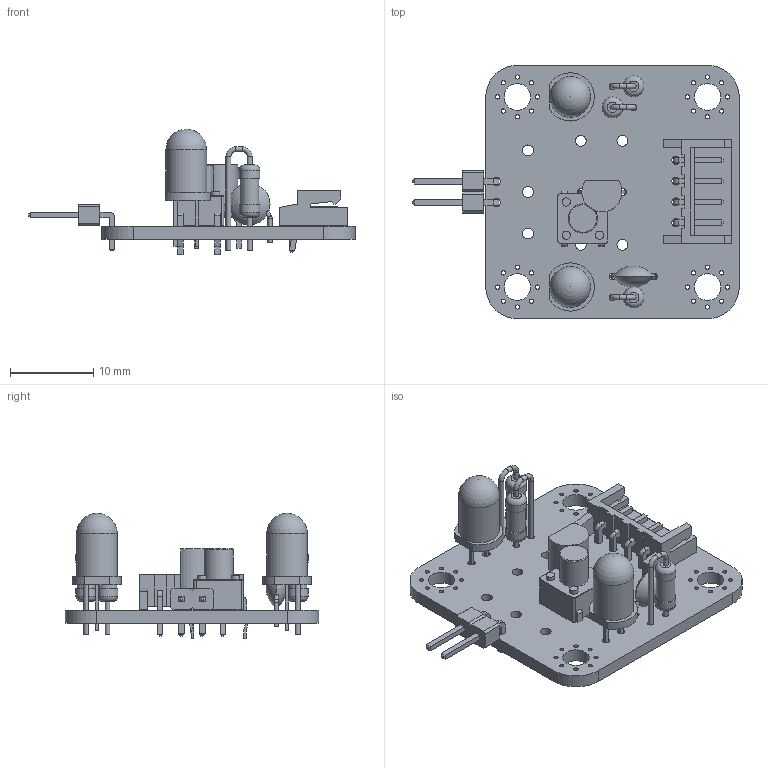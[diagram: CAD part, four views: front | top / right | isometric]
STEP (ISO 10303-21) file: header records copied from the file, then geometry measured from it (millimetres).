
FILE_DESCRIPTION(('KiCad electronic assembly'),'2;1');
FILE_NAME('daughterBoard.step','2021-08-14T11:16:10',('An Author'),( 'A Company'),'Open CASCADE STEP processor 6.9', 'KiCad to STEP converter','Unknown');
FILE_SCHEMA(('AUTOMOTIVE_DESIGN { 1 0 10303 214 1 1 1 1 }'));
Length unit declared in the file: millimetre
Products named in the file (16): Open CASCADE STEP translator 6.9 1; JST_EH_S4B-EH_1x04_P2.50mm_Horizontal; SOLID; SW_PUSH_6mm_H7.3mm; C_Disc_D5.0mm_W2.5mm_P5.00mm; LED_D5.0mm; PinHeader_1x02_P2.54mm_Horizontal; TO-92_Inline_Wide; R_Axial_DIN0207_L6.3mm_D2.5mm_P2.54mm_Vertical; COMPOUND
Assembly tree (18 placements, depth 3):
  Open CASCADE STEP translator 6.9 1
    JST_EH_S4B-EH_1x04_P2.50mm_Horizontal
      SOLID
    SW_PUSH_6mm_H7.3mm
      SOLID
    C_Disc_D5.0mm_W2.5mm_P5.00mm
      SOLID
    LED_D5.0mm  x2
      SOLID
    PinHeader_1x02_P2.54mm_Horizontal
      SOLID
    TO-92_Inline_Wide
      SOLID
    R_Axial_DIN0207_L6.3mm_D2.5mm_P2.54mm_Vertical  x3
      SOLID
    COMPOUND
Bounding box: 39.25 x 30.48 x 15.1 mm (x, y, z)
Volume: 2230 mm3; surface area: 3840.2 mm2
Topology: 11 solids, 11 shells, 507 faces, 1271 edges, 820 vertices
Faces by surface type: plane 339, cylinder 149, torus 13, sphere 4, revolution 2
Full cylindrical faces by diameter (mm): 0.5 x36, 0.6 x12, 0.8 x11, 0.9 x4, 0.95 x4, 1 x6, 1.3 x7, 2.25 x3, 2.5 x6, 3.2 x4, 3.5 x1, 4.9 x2
Entity records: 33572 total; most frequent: CARTESIAN_POINT 6154, DIRECTION 4690, LINE 2986, VECTOR 2986, ORIENTED_EDGE 2358, PCURVE 2358, DEFINITIONAL_REPRESENTATION 2358, EDGE_CURVE 1179
